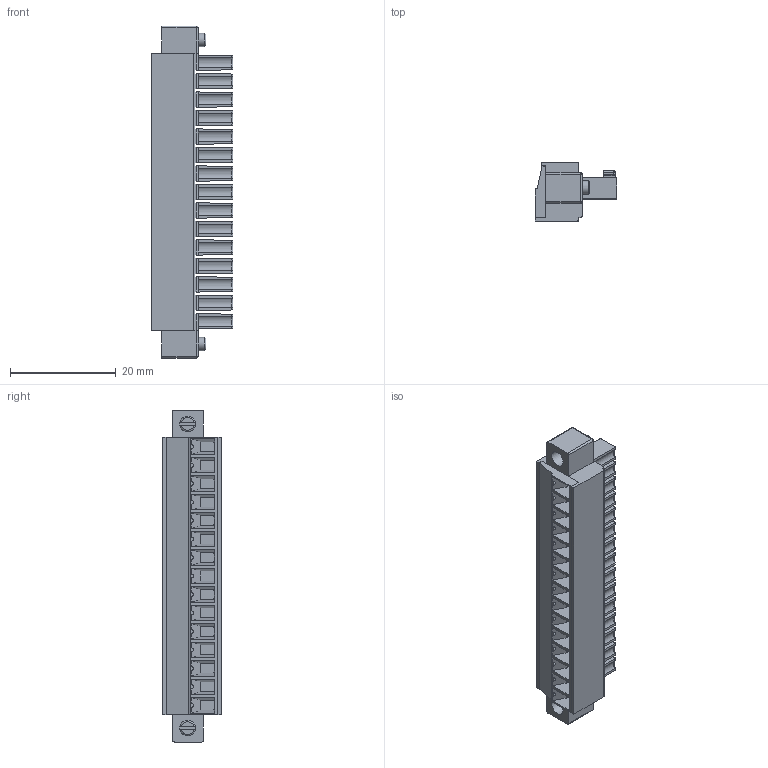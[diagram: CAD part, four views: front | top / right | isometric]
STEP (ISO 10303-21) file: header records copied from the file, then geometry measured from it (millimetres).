
FILE_DESCRIPTION(('STEP AP214'),'1');
FILE_NAME('SH08-7-K.stp','2018-11-19T11:11:50',(' '),(' '),'Spatial InterOp 3D',' ',' ');
FILE_SCHEMA(('AUTOMOTIVE_DESIGN { 1 0 10303 214 1 1 1 1 }'));
Length unit declared in the file: metre
Products named in the file (1): 1
Bounding box: 15.5 x 11.1 x 62.9 mm (x, y, z)
Volume: 5204 mm3; surface area: 6231.2 mm2
Topology: 1 solids, 1 shells, 1188 faces, 3148 edges, 2005 vertices
Faces by surface type: plane 793, cylinder 279, cone 47, torus 35, sphere 34
Full cylindrical faces by diameter (mm): 1.2 x15, 1.8 x7, 2.5 x2, 2.8 x15, 3 x17
Entity records: 45196 total; most frequent: CARTESIAN_POINT 6859, ORIENTED_EDGE 5904, DIRECTION 5881, EDGE_CURVE 2952, LINE 2193, VECTOR 2193, VERTEX_POINT 1946, AXIS2_PLACEMENT_3D 1844
